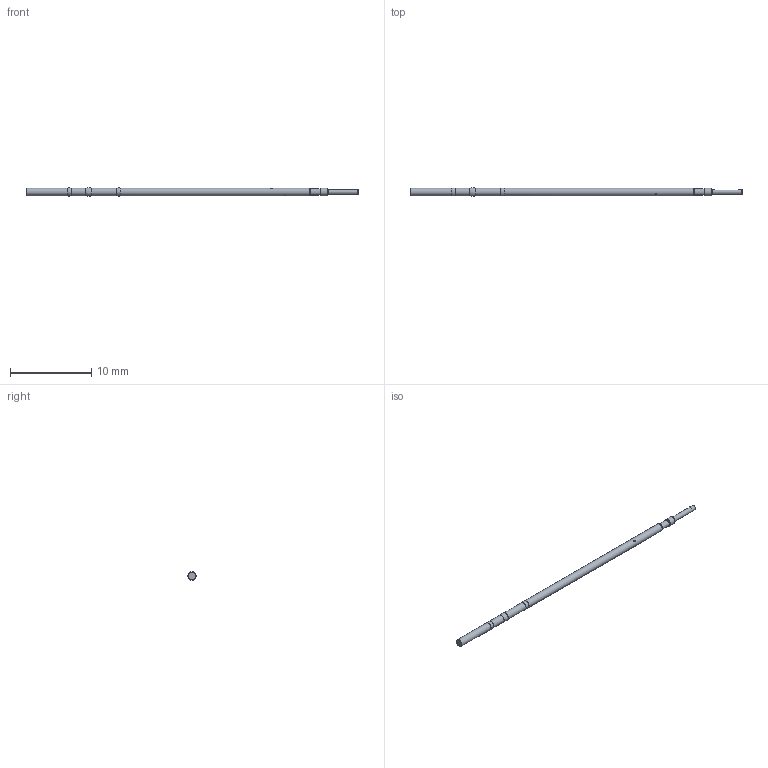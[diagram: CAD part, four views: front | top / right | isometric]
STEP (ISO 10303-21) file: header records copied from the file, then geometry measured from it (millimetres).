
FILE_DESCRIPTION (( 'STEP AP214' ), '1' );
FILE_NAME ('050-SRB255G.STEP', '2021-01-05T18:16:19', ( '' ), ( '' ), 'SwSTEP 2.0', 'SolidWorks 2020', '' );
FILE_SCHEMA (( 'AUTOMOTIVE_DESIGN' ));
Length unit declared in the file: inch
Products named in the file (1): 050-SRB255G
Bounding box: 40.97 x 1.04 x 1.05 mm (x, y, z)
Volume: 27.1 mm3; surface area: 120.1 mm2
Topology: 1 solids, 1 shells, 41 faces, 94 edges, 55 vertices
Faces by surface type: cylinder 13, plane 10, cone 9, torus 5, sphere 4
Full cylindrical faces by diameter (mm): 0.397 x1, 0.61 x1, 0.77 x1, 0.94 x1, 0.952 x4
Entity records: 1773 total; most frequent: CARTESIAN_POINT 404, DIRECTION 175, ORIENTED_EDGE 130, AXIS2_PLACEMENT_3D 80, EDGE_LOOP 66, EDGE_CURVE 65, FACE_OUTER_BOUND 52, VERTEX_POINT 49
